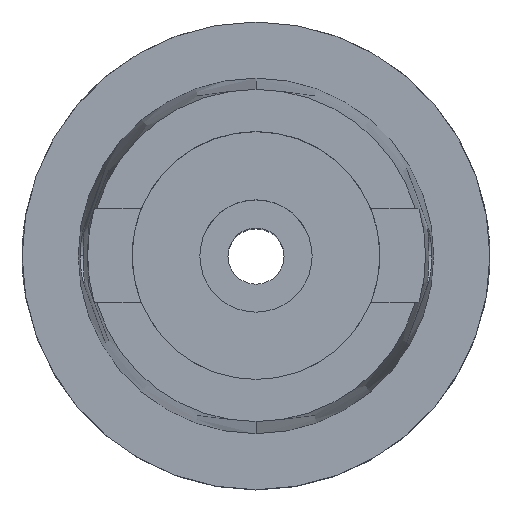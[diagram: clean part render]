
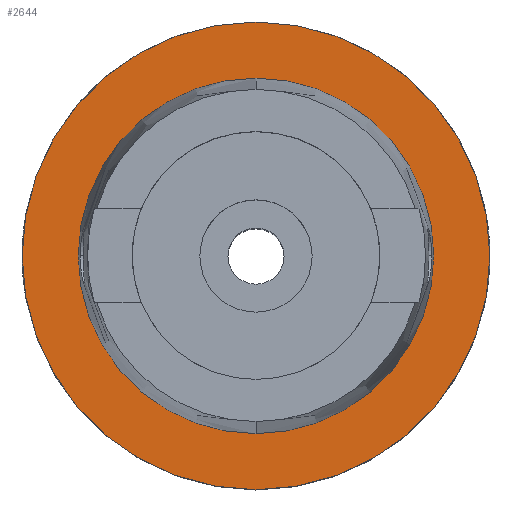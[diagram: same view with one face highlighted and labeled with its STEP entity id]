
A CAD part, top view. The second image highlights one B-rep face of the part: STEP entity #2644.
In plain terms, the highlighted planar face has unit normal (0, 0, 1).
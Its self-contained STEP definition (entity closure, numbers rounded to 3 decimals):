
#342=CARTESIAN_POINT('',(0.,0.,0.));
#343=DIRECTION('',(0.,0.,-1.));
#344=DIRECTION('',(0.,-1.,0.));
#345=AXIS2_PLACEMENT_3D('',#342,#343,#344);
#350=CARTESIAN_POINT('',(0.,0.,0.));
#351=DIRECTION('',(0.,0.,-1.));
#352=DIRECTION('',(0.,1.,0.));
#353=AXIS2_PLACEMENT_3D('',#350,#351,#352);
#358=CARTESIAN_POINT('',(0.,0.,0.));
#359=DIRECTION('',(0.,0.,1.));
#360=DIRECTION('',(0.,-1.,0.));
#361=AXIS2_PLACEMENT_3D('',#358,#359,#360);
#366=CARTESIAN_POINT('',(0.,0.,0.));
#367=DIRECTION('',(0.,0.,1.));
#368=DIRECTION('',(0.,1.,0.));
#369=AXIS2_PLACEMENT_3D('',#366,#367,#368);
#2152=CARTESIAN_POINT('',(0.,38.,0.));
#2153=VERTEX_POINT('',#2152);
#2154=CARTESIAN_POINT('',(0.,-38.,0.));
#2155=VERTEX_POINT('',#2154);
#2162=CARTESIAN_POINT('',(0.,-50.,0.));
#2163=CARTESIAN_POINT('',(0.,50.,0.));
#2164=VERTEX_POINT('',#2162);
#2165=VERTEX_POINT('',#2163);
#2629=CARTESIAN_POINT('',(0.,0.,0.));
#2630=DIRECTION('',(0.,0.,1.));
#2631=DIRECTION('',(0.,1.,0.));
#2632=AXIS2_PLACEMENT_3D('',#2629,#2630,#2631);
#2633=PLANE('',#2632);
#2635=ORIENTED_EDGE('',*,*,#2634,.T.);
#2637=ORIENTED_EDGE('',*,*,#2636,.T.);
#2638=EDGE_LOOP('',(#2635,#2637));
#2639=FACE_OUTER_BOUND('',#2638,.F.);
#2640=ORIENTED_EDGE('',*,*,#2535,.T.);
#2641=ORIENTED_EDGE('',*,*,#2604,.T.);
#2642=EDGE_LOOP('',(#2640,#2641));
#2643=FACE_BOUND('',#2642,.F.);
#346=CIRCLE('',#345,50.);
#354=CIRCLE('',#353,50.);
#362=CIRCLE('',#361,38.);
#370=CIRCLE('',#369,38.);
#2535=EDGE_CURVE('',#2155,#2153,#362,.T.);
#2604=EDGE_CURVE('',#2153,#2155,#370,.T.);
#2634=EDGE_CURVE('',#2164,#2165,#346,.T.);
#2636=EDGE_CURVE('',#2165,#2164,#354,.T.);
#2644=ADVANCED_FACE('',(#2639,#2643),#2633,.T.);
